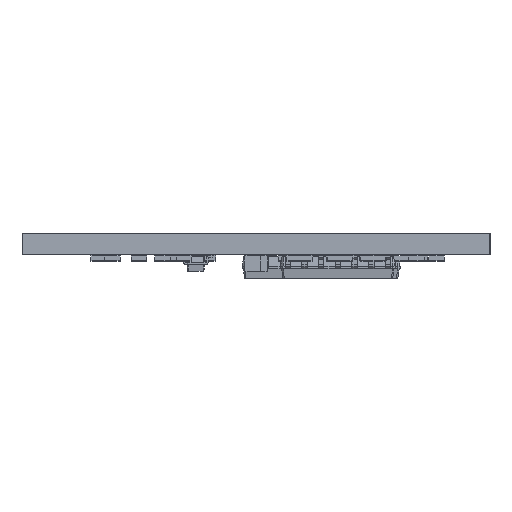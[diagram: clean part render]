
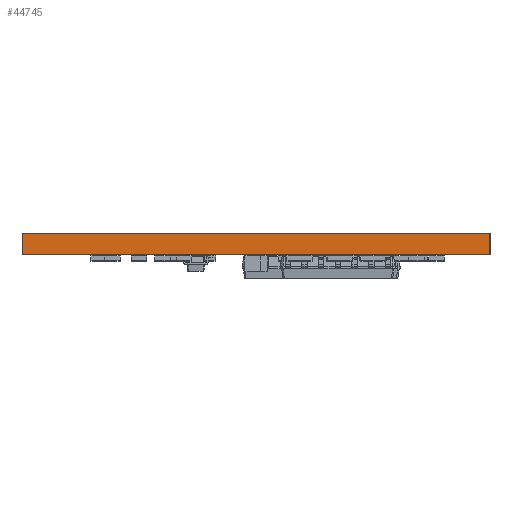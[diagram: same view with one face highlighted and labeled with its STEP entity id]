
A CAD part, left-side view. The second image highlights one B-rep face of the part: STEP entity #44745.
In plain terms, the highlighted planar face has unit normal (-1, 0, 0).
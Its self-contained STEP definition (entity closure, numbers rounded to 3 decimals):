
#44629 = EDGE_CURVE('',#44630,#44632,#44634,.T.);
#44630 = VERTEX_POINT('',#44631);
#44631 = CARTESIAN_POINT('',(12.446,-11.938,0.));
#44632 = VERTEX_POINT('',#44633);
#44633 = CARTESIAN_POINT('',(12.446,-11.938,1.6));
#44634 = SURFACE_CURVE('',#44635,(#44639,#44651),.PCURVE_S1.);
#44635 = LINE('',#44636,#44637);
#44636 = CARTESIAN_POINT('',(12.446,-11.938,0.));
#44637 = VECTOR('',#44638,1.);
#44638 = DIRECTION('',(0.,0.,1.));
#44639 = PCURVE('',#44640,#44645);
#44640 = PLANE('',#44641);
#44641 = AXIS2_PLACEMENT_3D('',#44642,#44643,#44644);
#44642 = CARTESIAN_POINT('',(12.446,-11.938,0.));
#44643 = DIRECTION('',(0.,1.,0.));
#44644 = DIRECTION('',(1.,0.,0.));
#44645 = DEFINITIONAL_REPRESENTATION('',(#44646),#44650);
#44646 = LINE('',#44647,#44648);
#44647 = CARTESIAN_POINT('',(0.,0.));
#44648 = VECTOR('',#44649,1.);
#44649 = DIRECTION('',(0.,-1.));
#44650 = ( GEOMETRIC_REPRESENTATION_CONTEXT(2) 
PARAMETRIC_REPRESENTATION_CONTEXT() REPRESENTATION_CONTEXT('2D SPACE',''
  ) );
#44651 = PCURVE('',#44652,#44657);
#44652 = PLANE('',#44653);
#44653 = AXIS2_PLACEMENT_3D('',#44654,#44655,#44656);
#44654 = CARTESIAN_POINT('',(12.446,-47.498,0.));
#44655 = DIRECTION('',(-1.,0.,0.));
#44656 = DIRECTION('',(0.,1.,0.));
#44657 = DEFINITIONAL_REPRESENTATION('',(#44658),#44662);
#44658 = LINE('',#44659,#44660);
#44659 = CARTESIAN_POINT('',(35.56,0.));
#44660 = VECTOR('',#44661,1.);
#44661 = DIRECTION('',(0.,-1.));
#44662 = ( GEOMETRIC_REPRESENTATION_CONTEXT(2) 
PARAMETRIC_REPRESENTATION_CONTEXT() REPRESENTATION_CONTEXT('2D SPACE',''
  ) );
#44680 = PLANE('',#44681);
#44681 = AXIS2_PLACEMENT_3D('',#44682,#44683,#44684);
#44682 = CARTESIAN_POINT('',(12.446,-11.938,1.6));
#44683 = DIRECTION('',(0.,0.,1.));
#44684 = DIRECTION('',(1.,0.,0.));
#44734 = PLANE('',#44735);
#44735 = AXIS2_PLACEMENT_3D('',#44736,#44737,#44738);
#44736 = CARTESIAN_POINT('',(12.446,-11.938,0.));
#44737 = DIRECTION('',(0.,0.,1.));
#44738 = DIRECTION('',(1.,0.,0.));
#44745 = ADVANCED_FACE('',(#44746),#44652,.T.);
#44746 = FACE_BOUND('',#44747,.T.);
#44747 = EDGE_LOOP('',(#44748,#44778,#44799,#44800));
#44748 = ORIENTED_EDGE('',*,*,#44749,.T.);
#44749 = EDGE_CURVE('',#44750,#44752,#44754,.T.);
#44750 = VERTEX_POINT('',#44751);
#44751 = CARTESIAN_POINT('',(12.446,-47.498,0.));
#44752 = VERTEX_POINT('',#44753);
#44753 = CARTESIAN_POINT('',(12.446,-47.498,1.6));
#44754 = SURFACE_CURVE('',#44755,(#44759,#44766),.PCURVE_S1.);
#44755 = LINE('',#44756,#44757);
#44756 = CARTESIAN_POINT('',(12.446,-47.498,0.));
#44757 = VECTOR('',#44758,1.);
#44758 = DIRECTION('',(0.,0.,1.));
#44759 = PCURVE('',#44652,#44760);
#44760 = DEFINITIONAL_REPRESENTATION('',(#44761),#44765);
#44761 = LINE('',#44762,#44763);
#44762 = CARTESIAN_POINT('',(0.,0.));
#44763 = VECTOR('',#44764,1.);
#44764 = DIRECTION('',(0.,-1.));
#44765 = ( GEOMETRIC_REPRESENTATION_CONTEXT(2) 
PARAMETRIC_REPRESENTATION_CONTEXT() REPRESENTATION_CONTEXT('2D SPACE',''
  ) );
#44766 = PCURVE('',#44767,#44772);
#44767 = PLANE('',#44768);
#44768 = AXIS2_PLACEMENT_3D('',#44769,#44770,#44771);
#44769 = CARTESIAN_POINT('',(85.09,-47.498,0.));
#44770 = DIRECTION('',(0.,-1.,0.));
#44771 = DIRECTION('',(-1.,0.,0.));
#44772 = DEFINITIONAL_REPRESENTATION('',(#44773),#44777);
#44773 = LINE('',#44774,#44775);
#44774 = CARTESIAN_POINT('',(72.644,0.));
#44775 = VECTOR('',#44776,1.);
#44776 = DIRECTION('',(0.,-1.));
#44777 = ( GEOMETRIC_REPRESENTATION_CONTEXT(2) 
PARAMETRIC_REPRESENTATION_CONTEXT() REPRESENTATION_CONTEXT('2D SPACE',''
  ) );
#44778 = ORIENTED_EDGE('',*,*,#44779,.T.);
#44779 = EDGE_CURVE('',#44752,#44632,#44780,.T.);
#44780 = SURFACE_CURVE('',#44781,(#44785,#44792),.PCURVE_S1.);
#44781 = LINE('',#44782,#44783);
#44782 = CARTESIAN_POINT('',(12.446,-47.498,1.6));
#44783 = VECTOR('',#44784,1.);
#44784 = DIRECTION('',(0.,1.,0.));
#44785 = PCURVE('',#44652,#44786);
#44786 = DEFINITIONAL_REPRESENTATION('',(#44787),#44791);
#44787 = LINE('',#44788,#44789);
#44788 = CARTESIAN_POINT('',(0.,-1.6));
#44789 = VECTOR('',#44790,1.);
#44790 = DIRECTION('',(1.,0.));
#44791 = ( GEOMETRIC_REPRESENTATION_CONTEXT(2) 
PARAMETRIC_REPRESENTATION_CONTEXT() REPRESENTATION_CONTEXT('2D SPACE',''
  ) );
#44792 = PCURVE('',#44680,#44793);
#44793 = DEFINITIONAL_REPRESENTATION('',(#44794),#44798);
#44794 = LINE('',#44795,#44796);
#44795 = CARTESIAN_POINT('',(0.,-35.56));
#44796 = VECTOR('',#44797,1.);
#44797 = DIRECTION('',(0.,1.));
#44798 = ( GEOMETRIC_REPRESENTATION_CONTEXT(2) 
PARAMETRIC_REPRESENTATION_CONTEXT() REPRESENTATION_CONTEXT('2D SPACE',''
  ) );
#44799 = ORIENTED_EDGE('',*,*,#44629,.F.);
#44800 = ORIENTED_EDGE('',*,*,#44801,.F.);
#44801 = EDGE_CURVE('',#44750,#44630,#44802,.T.);
#44802 = SURFACE_CURVE('',#44803,(#44807,#44814),.PCURVE_S1.);
#44803 = LINE('',#44804,#44805);
#44804 = CARTESIAN_POINT('',(12.446,-47.498,0.));
#44805 = VECTOR('',#44806,1.);
#44806 = DIRECTION('',(0.,1.,0.));
#44807 = PCURVE('',#44652,#44808);
#44808 = DEFINITIONAL_REPRESENTATION('',(#44809),#44813);
#44809 = LINE('',#44810,#44811);
#44810 = CARTESIAN_POINT('',(0.,0.));
#44811 = VECTOR('',#44812,1.);
#44812 = DIRECTION('',(1.,0.));
#44813 = ( GEOMETRIC_REPRESENTATION_CONTEXT(2) 
PARAMETRIC_REPRESENTATION_CONTEXT() REPRESENTATION_CONTEXT('2D SPACE',''
  ) );
#44814 = PCURVE('',#44734,#44815);
#44815 = DEFINITIONAL_REPRESENTATION('',(#44816),#44820);
#44816 = LINE('',#44817,#44818);
#44817 = CARTESIAN_POINT('',(0.,-35.56));
#44818 = VECTOR('',#44819,1.);
#44819 = DIRECTION('',(0.,1.));
#44820 = ( GEOMETRIC_REPRESENTATION_CONTEXT(2) 
PARAMETRIC_REPRESENTATION_CONTEXT() REPRESENTATION_CONTEXT('2D SPACE',''
  ) );
